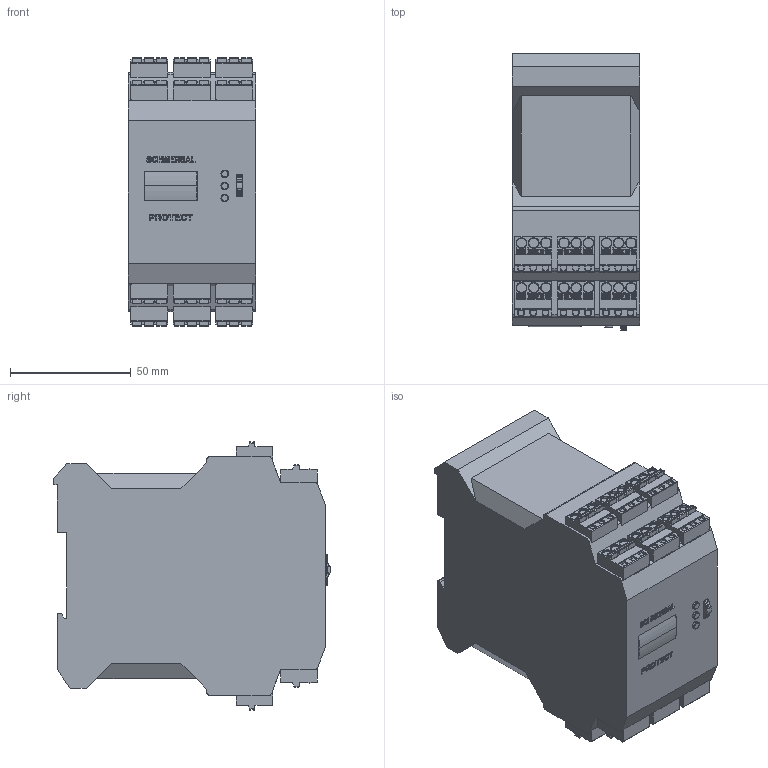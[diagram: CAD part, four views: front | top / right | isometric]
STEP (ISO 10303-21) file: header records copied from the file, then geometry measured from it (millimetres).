
FILE_DESCRIPTION (( 'STEP AP214' ), '1' );
FILE_NAME ('PROTECT-SELECT-CC-AD.STEP', '2024-10-16T16:11:34', ( '' ), ( '' ), 'SwSTEP 2.0', 'SolidWorks 2023', '' );
FILE_SCHEMA (( 'AUTOMOTIVE_DESIGN' ));
Length unit declared in the file: inch
Products named in the file (1): PROTECT-SELECT-CC-AD
Bounding box: 52.8 x 114.58 x 111.1 mm (x, y, z)
Volume: 519668.2 mm3; surface area: 46698.9 mm2
Topology: 1 solids, 1 shells, 2122 faces, 5748 edges, 3762 vertices
Faces by surface type: plane 1152, cylinder 652, bspline 224, cone 94
Entity records: 70878 total; most frequent: CARTESIAN_POINT 17629, ORIENTED_EDGE 11496, DIRECTION 10566, EDGE_CURVE 5748, LINE 3868, VECTOR 3868, VERTEX_POINT 3762, AXIS2_PLACEMENT_3D 3349
